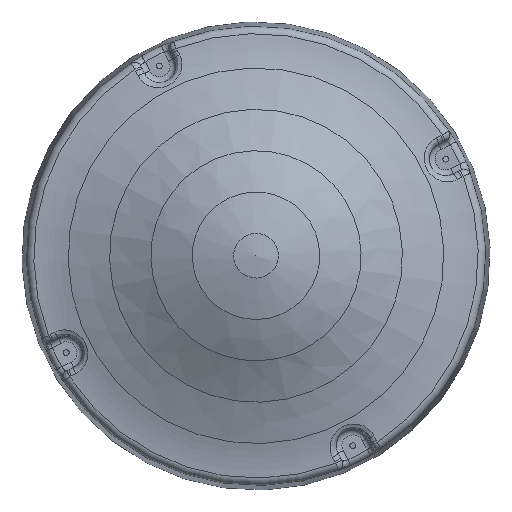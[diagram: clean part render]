
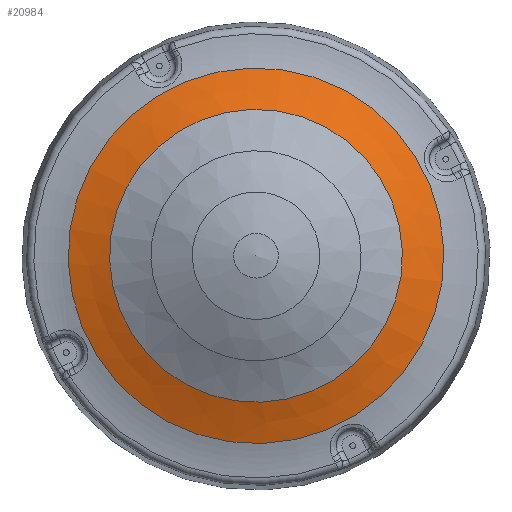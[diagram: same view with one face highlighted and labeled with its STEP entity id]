
A CAD part, top view. The second image highlights one B-rep face of the part: STEP entity #20984.
In plain terms, the highlighted free-form (B-spline) face has degree [2, 2] with [3, 9] control points.
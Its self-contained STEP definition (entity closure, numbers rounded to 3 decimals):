
#127=(
BOUNDED_SURFACE()
B_SPLINE_SURFACE(2,2,((#49221,#49222,#49223,#49224,#49225,#49226,#49227,
#49228,#49229),(#49230,#49231,#49232,#49233,#49234,#49235,#49236,#49237,
#49238),(#49239,#49240,#49241,#49242,#49243,#49244,#49245,#49246,#49247)),
 .UNSPECIFIED.,.F.,.T.,.F.)
B_SPLINE_SURFACE_WITH_KNOTS((3,3),(3,2,2,2,3),(1.886,1.981),
(-3.142,-1.571,0.,1.571,3.142),
 .UNSPECIFIED.)
GEOMETRIC_REPRESENTATION_ITEM()
RATIONAL_B_SPLINE_SURFACE(((1.,0.707,1.,0.707,1.,
0.707,1.,0.707,1.),(0.999,0.706,
0.999,0.706,0.999,0.706,
0.999,0.706,0.999),(1.,0.707,
1.,0.707,1.,0.707,1.,0.707,1.)))
REPRESENTATION_ITEM('')
SURFACE()
);
#4944=FACE_OUTER_BOUND('',#6028,.T.);
#6028=EDGE_LOOP('',(#17327,#17328,#17329,#17330,#17331,#17332));
#7006=CIRCLE('',#22638,227.);
#7013=CIRCLE('',#22645,227.);
#7081=CIRCLE('',#22747,177.);
#7082=CIRCLE('',#22748,177.);
#7083=CIRCLE('',#22749,562.765);
#8537=VERTEX_POINT('',#47698);
#8538=VERTEX_POINT('',#47699);
#8623=VERTEX_POINT('',#49216);
#8624=VERTEX_POINT('',#49218);
#11556=EDGE_CURVE('',#8537,#8538,#7006,.T.);
#11578=EDGE_CURVE('',#8538,#8537,#7013,.T.);
#11706=EDGE_CURVE('',#8624,#8623,#7081,.T.);
#11707=EDGE_CURVE('',#8623,#8624,#7082,.T.);
#11708=EDGE_CURVE('',#8623,#8538,#7083,.T.);
#17327=ORIENTED_EDGE('',*,*,#11706,.T.);
#17328=ORIENTED_EDGE('',*,*,#11708,.T.);
#17329=ORIENTED_EDGE('',*,*,#11556,.F.);
#17330=ORIENTED_EDGE('',*,*,#11578,.F.);
#17331=ORIENTED_EDGE('',*,*,#11708,.F.);
#17332=ORIENTED_EDGE('',*,*,#11707,.T.);
#20984=ADVANCED_FACE('',(#4944),#127,.T.);
#22638=AXIS2_PLACEMENT_3D('',#47700,#26228,#26229);
#22645=AXIS2_PLACEMENT_3D('',#47804,#26242,#26243);
#22747=AXIS2_PLACEMENT_3D('',#49219,#26467,#26468);
#22748=AXIS2_PLACEMENT_3D('',#49220,#26469,#26470);
#22749=AXIS2_PLACEMENT_3D('',#49248,#26471,#26472);
#26228=DIRECTION('center_axis',(0.,0.,-1.));
#26229=DIRECTION('ref_axis',(0.,-1.,0.));
#26242=DIRECTION('center_axis',(0.,0.,-1.));
#26243=DIRECTION('ref_axis',(0.,-1.,0.));
#26467=DIRECTION('center_axis',(0.,0.,-1.));
#26468=DIRECTION('ref_axis',(0.,-1.,0.));
#26469=DIRECTION('center_axis',(0.,0.,-1.));
#26470=DIRECTION('ref_axis',(0.,-1.,0.));
#26471=DIRECTION('center_axis',(0.,-1.,0.));
#26472=DIRECTION('ref_axis',(1.,0.,0.));
#47698=CARTESIAN_POINT('',(0.,-227.,9.5));
#47699=CARTESIAN_POINT('',(227.,0.,9.5));
#47700=CARTESIAN_POINT('Origin',(0.,0.,9.5));
#47804=CARTESIAN_POINT('Origin',(0.,0.,9.5));
#49216=CARTESIAN_POINT('',(177.,0.,28.5));
#49218=CARTESIAN_POINT('',(0.,-177.,28.5));
#49219=CARTESIAN_POINT('Origin',(0.,0.,28.5));
#49220=CARTESIAN_POINT('Origin',(0.,0.,28.5));
#49221=CARTESIAN_POINT('Ctrl Pts',(227.,0.,9.5));
#49222=CARTESIAN_POINT('Ctrl Pts',(227.,-227.,9.5));
#49223=CARTESIAN_POINT('Ctrl Pts',(0.,-227.,9.5));
#49224=CARTESIAN_POINT('Ctrl Pts',(-227.,-227.,
9.5));
#49225=CARTESIAN_POINT('Ctrl Pts',(-227.,0.,9.5));
#49226=CARTESIAN_POINT('Ctrl Pts',(-227.,227.,9.5));
#49227=CARTESIAN_POINT('Ctrl Pts',(0.,227.,9.5));
#49228=CARTESIAN_POINT('Ctrl Pts',(227.,227.,9.5));
#49229=CARTESIAN_POINT('Ctrl Pts',(227.,0.,9.5));
#49230=CARTESIAN_POINT('Ctrl Pts',(201.548,0.,17.811));
#49231=CARTESIAN_POINT('Ctrl Pts',(201.548,-201.548,17.811));
#49232=CARTESIAN_POINT('Ctrl Pts',(0.,-201.548,17.811));
#49233=CARTESIAN_POINT('Ctrl Pts',(-201.548,-201.548,
17.811));
#49234=CARTESIAN_POINT('Ctrl Pts',(-201.548,0.,17.811));
#49235=CARTESIAN_POINT('Ctrl Pts',(-201.548,201.548,17.811));
#49236=CARTESIAN_POINT('Ctrl Pts',(0.,201.548,17.811));
#49237=CARTESIAN_POINT('Ctrl Pts',(201.548,201.548,17.811));
#49238=CARTESIAN_POINT('Ctrl Pts',(201.548,0.,17.811));
#49239=CARTESIAN_POINT('Ctrl Pts',(177.,0.,28.5));
#49240=CARTESIAN_POINT('Ctrl Pts',(177.,-177.,28.5));
#49241=CARTESIAN_POINT('Ctrl Pts',(0.,-177.,28.5));
#49242=CARTESIAN_POINT('Ctrl Pts',(-177.,-177.,
28.5));
#49243=CARTESIAN_POINT('Ctrl Pts',(-177.,0.,28.5));
#49244=CARTESIAN_POINT('Ctrl Pts',(-177.,177.,28.5));
#49245=CARTESIAN_POINT('Ctrl Pts',(0.,177.,28.5));
#49246=CARTESIAN_POINT('Ctrl Pts',(177.,177.,28.5));
#49247=CARTESIAN_POINT('Ctrl Pts',(177.,0.,28.5));
#49248=CARTESIAN_POINT('Origin',(401.678,0.,
544.469));
